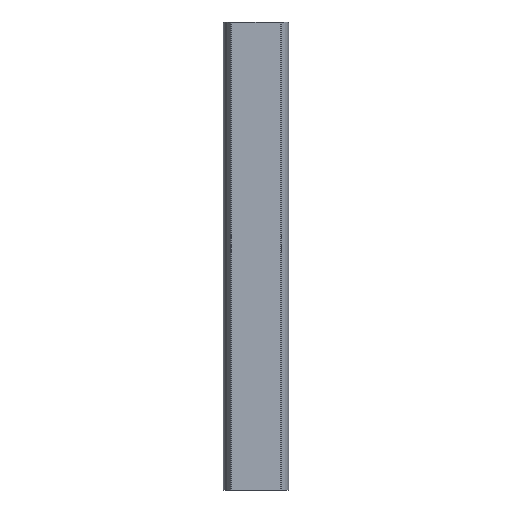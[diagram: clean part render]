
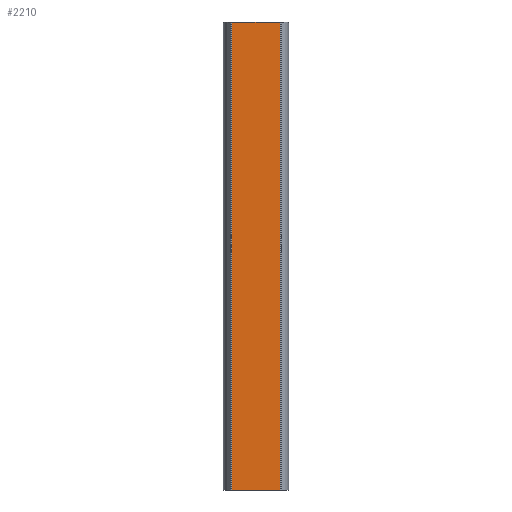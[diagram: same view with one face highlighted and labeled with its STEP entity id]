
A CAD part, left-side view. The second image highlights one B-rep face of the part: STEP entity #2210.
In plain terms, the highlighted planar face has unit normal (-1, 0, 0).
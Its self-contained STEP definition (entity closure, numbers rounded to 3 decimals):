
#88 = EDGE_LOOP ( 'NONE', ( #368, #326, #958, #1042 ) ) ;
#182 = LINE ( 'NONE', #333, #1543 ) ;
#235 = CARTESIAN_POINT ( 'NONE',  ( -22.5, -26.81, 0. ) ) ;
#273 = EDGE_CURVE ( 'NONE', #1775, #592, #1731, .T. ) ;
#326 = ORIENTED_EDGE ( 'NONE', *, *, #273, .T. ) ;
#327 = DIRECTION ( 'NONE',  ( 0., 0., 1. ) ) ;
#333 = CARTESIAN_POINT ( 'NONE',  ( -22.5, 26.101, 500. ) ) ;
#356 = VECTOR ( 'NONE', #327, 1000. ) ;
#368 = ORIENTED_EDGE ( 'NONE', *, *, #476, .T. ) ;
#476 = EDGE_CURVE ( 'NONE', #715, #1775, #1568, .T. ) ;
#592 = VERTEX_POINT ( 'NONE', #623 ) ;
#615 = AXIS2_PLACEMENT_3D ( 'NONE', #2227, #1674, #1840 ) ;
#623 = CARTESIAN_POINT ( 'NONE',  ( -22.5, -26.101, 500. ) ) ;
#715 = VERTEX_POINT ( 'NONE', #1914 ) ;
#748 = CARTESIAN_POINT ( 'NONE',  ( -22.5, -26.101, 0. ) ) ;
#751 = DIRECTION ( 'NONE',  ( 0., -1., 0. ) ) ;
#784 = EDGE_CURVE ( 'NONE', #1139, #715, #182, .T. ) ;
#958 = ORIENTED_EDGE ( 'NONE', *, *, #966, .F. ) ;
#966 = EDGE_CURVE ( 'NONE', #1139, #592, #1153, .T. ) ;
#1042 = ORIENTED_EDGE ( 'NONE', *, *, #784, .T. ) ;
#1139 = VERTEX_POINT ( 'NONE', #1777 ) ;
#1153 = LINE ( 'NONE', #1304, #1567 ) ;
#1304 = CARTESIAN_POINT ( 'NONE',  ( -22.5, -26.81, 500. ) ) ;
#1371 = VECTOR ( 'NONE', #751, 1000. ) ;
#1453 = DIRECTION ( 'NONE',  ( 0., 0., -1. ) ) ;
#1543 = VECTOR ( 'NONE', #1453, 1000. ) ;
#1545 = CARTESIAN_POINT ( 'NONE',  ( -22.5, -26.101, 500. ) ) ;
#1567 = VECTOR ( 'NONE', #1844, 1000. ) ;
#1568 = LINE ( 'NONE', #235, #1371 ) ;
#1674 = DIRECTION ( 'NONE',  ( 1., 0., 0. ) ) ;
#1700 = PLANE ( 'NONE',  #615 ) ;
#1731 = LINE ( 'NONE', #1545, #356 ) ;
#1775 = VERTEX_POINT ( 'NONE', #748 ) ;
#1777 = CARTESIAN_POINT ( 'NONE',  ( -22.5, 26.101, 500. ) ) ;
#1840 = DIRECTION ( 'NONE',  ( 0., 0., -1. ) ) ;
#1844 = DIRECTION ( 'NONE',  ( 0., -1., 0. ) ) ;
#1914 = CARTESIAN_POINT ( 'NONE',  ( -22.5, 26.101, 0. ) ) ;
#2059 = FACE_OUTER_BOUND ( 'NONE', #88, .T. ) ;
#2210 = ADVANCED_FACE ( 'NONE', ( #2059 ), #1700, .F. ) ;
#2227 = CARTESIAN_POINT ( 'NONE',  ( -22.5, -26.81, 500. ) ) ;
